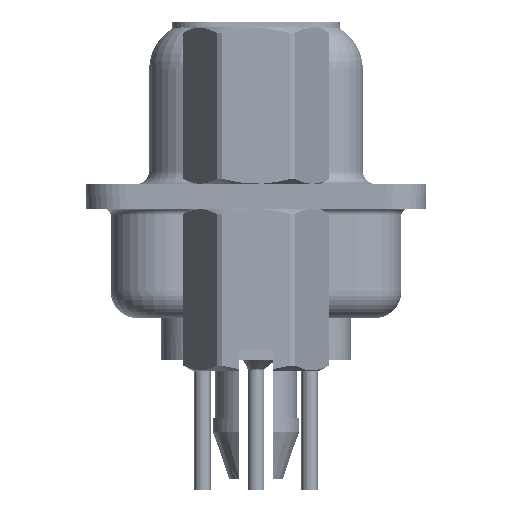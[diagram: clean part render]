
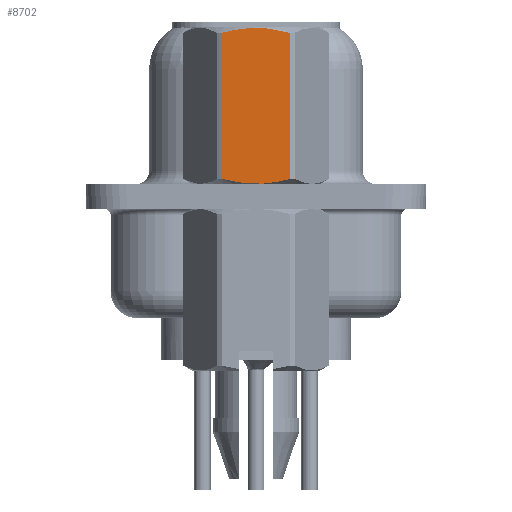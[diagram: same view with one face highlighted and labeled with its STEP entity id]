
A CAD part, left-side view. The second image highlights one B-rep face of the part: STEP entity #8702.
In plain terms, the highlighted planar face has unit normal (-1, 0, 0).
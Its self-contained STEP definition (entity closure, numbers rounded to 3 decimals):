
#308 = CARTESIAN_POINT ( 'NONE',  ( -2.381, 1.065, 6.104 ) ) ;
#2870 = CARTESIAN_POINT ( 'NONE',  ( -2.381, -0.858, 6.15 ) ) ;
#3759 = ORIENTED_EDGE ( 'NONE', *, *, #23420, .T. ) ;
#4198 = CARTESIAN_POINT ( 'NONE',  ( -2.381, 0.215, 0.468 ) ) ;
#4513 = CARTESIAN_POINT ( 'NONE',  ( -2.381, -1.273, 6.048 ) ) ;
#4822 = VECTOR ( 'NONE', #28513, 1000. ) ;
#4891 = CARTESIAN_POINT ( 'NONE',  ( -2.381, -1.273, 0.652 ) ) ;
#5527 = ORIENTED_EDGE ( 'NONE', *, *, #39836, .T. ) ;
#5537 = CARTESIAN_POINT ( 'NONE',  ( -2.381, 1.273, 0.652 ) ) ;
#7049 = CARTESIAN_POINT ( 'NONE',  ( -2.381, 0.853, 6.151 ) ) ;
#8589 = CARTESIAN_POINT ( 'NONE',  ( -2.381, -0.215, 0.468 ) ) ;
#8702 = ADVANCED_FACE ( 'NONE', ( #33272 ), #11021, .T. ) ;
#9222 = B_SPLINE_CURVE_WITH_KNOTS ( 'NONE', 3,
 ( #36679, #43663, #40391, #14617, #4198, #8589, #36224, #29274, #18330, #4891 ),
 .UNSPECIFIED., .F., .F.,
 ( 4, 2, 2, 2, 4 ),
 ( 0.003, 0.003, 0.004, 0.004, 0.005 ),
 .UNSPECIFIED. ) ;
#10279 = CARTESIAN_POINT ( 'NONE',  ( -2.381, 0.215, 6.232 ) ) ;
#10587 = VERTEX_POINT ( 'NONE', #32015 ) ;
#10794 = DIRECTION ( 'NONE',  ( 0., -1., 0. ) ) ;
#11021 = PLANE ( 'NONE',  #36164 ) ;
#13539 = CARTESIAN_POINT ( 'NONE',  ( -2.381, 1.273, 6.048 ) ) ;
#13981 = CARTESIAN_POINT ( 'NONE',  ( -2.381, -1.273, 6.048 ) ) ;
#14617 = CARTESIAN_POINT ( 'NONE',  ( -2.381, 0.428, 0.485 ) ) ;
#14985 = LINE ( 'NONE', #34589, #24276 ) ;
#16161 = EDGE_CURVE ( 'NONE', #31093, #27621, #45928, .T. ) ;
#16804 = EDGE_LOOP ( 'NONE', ( #3759, #38506, #31398, #5527 ) ) ;
#17018 = CARTESIAN_POINT ( 'NONE',  ( -2.381, -0.432, 6.215 ) ) ;
#18330 = CARTESIAN_POINT ( 'NONE',  ( -2.381, -1.066, 0.596 ) ) ;
#23420 = EDGE_CURVE ( 'NONE', #30957, #31093, #9222, .T. ) ;
#24276 = VECTOR ( 'NONE', #36125, 1000. ) ;
#24295 = CARTESIAN_POINT ( 'NONE',  ( -2.381, -1.273, 0.652 ) ) ;
#25932 = B_SPLINE_CURVE_WITH_KNOTS ( 'NONE', 3,
 ( #13981, #27953, #2870, #17018, #42105, #10279, #28181, #7049, #308, #13539 ),
 .UNSPECIFIED., .F., .F.,
 ( 4, 2, 2, 2, 4 ),
 ( 0.001, 0.002, 0.002, 0.003, 0.004 ),
 .UNSPECIFIED. ) ;
#26058 = CARTESIAN_POINT ( 'NONE',  ( -2.381, 1.375, -3.75 ) ) ;
#27621 = VERTEX_POINT ( 'NONE', #4513 ) ;
#27953 = CARTESIAN_POINT ( 'NONE',  ( -2.381, -1.066, 6.104 ) ) ;
#28181 = CARTESIAN_POINT ( 'NONE',  ( -2.381, 0.428, 6.215 ) ) ;
#28513 = DIRECTION ( 'NONE',  ( 0., 0., 1. ) ) ;
#29274 = CARTESIAN_POINT ( 'NONE',  ( -2.381, -0.858, 0.55 ) ) ;
#29793 = DIRECTION ( 'NONE',  ( -1., 0., 0. ) ) ;
#30957 = VERTEX_POINT ( 'NONE', #5537 ) ;
#31093 = VERTEX_POINT ( 'NONE', #24295 ) ;
#31319 = CARTESIAN_POINT ( 'NONE',  ( -2.381, -1.273, 3.792 ) ) ;
#31398 = ORIENTED_EDGE ( 'NONE', *, *, #37908, .T. ) ;
#32015 = CARTESIAN_POINT ( 'NONE',  ( -2.381, 1.273, 6.048 ) ) ;
#33272 = FACE_OUTER_BOUND ( 'NONE', #16804, .T. ) ;
#34589 = CARTESIAN_POINT ( 'NONE',  ( -2.381, 1.273, 3.792 ) ) ;
#36125 = DIRECTION ( 'NONE',  ( 0., 0., -1. ) ) ;
#36164 = AXIS2_PLACEMENT_3D ( 'NONE', #26058, #29793, #10794 ) ;
#36224 = CARTESIAN_POINT ( 'NONE',  ( -2.381, -0.432, 0.485 ) ) ;
#36679 = CARTESIAN_POINT ( 'NONE',  ( -2.381, 1.273, 0.652 ) ) ;
#37908 = EDGE_CURVE ( 'NONE', #27621, #10587, #25932, .T. ) ;
#38506 = ORIENTED_EDGE ( 'NONE', *, *, #16161, .T. ) ;
#39836 = EDGE_CURVE ( 'NONE', #10587, #30957, #14985, .T. ) ;
#40391 = CARTESIAN_POINT ( 'NONE',  ( -2.381, 0.853, 0.549 ) ) ;
#42105 = CARTESIAN_POINT ( 'NONE',  ( -2.381, -0.215, 6.232 ) ) ;
#43663 = CARTESIAN_POINT ( 'NONE',  ( -2.381, 1.065, 0.596 ) ) ;
#45928 = LINE ( 'NONE', #31319, #4822 ) ;
